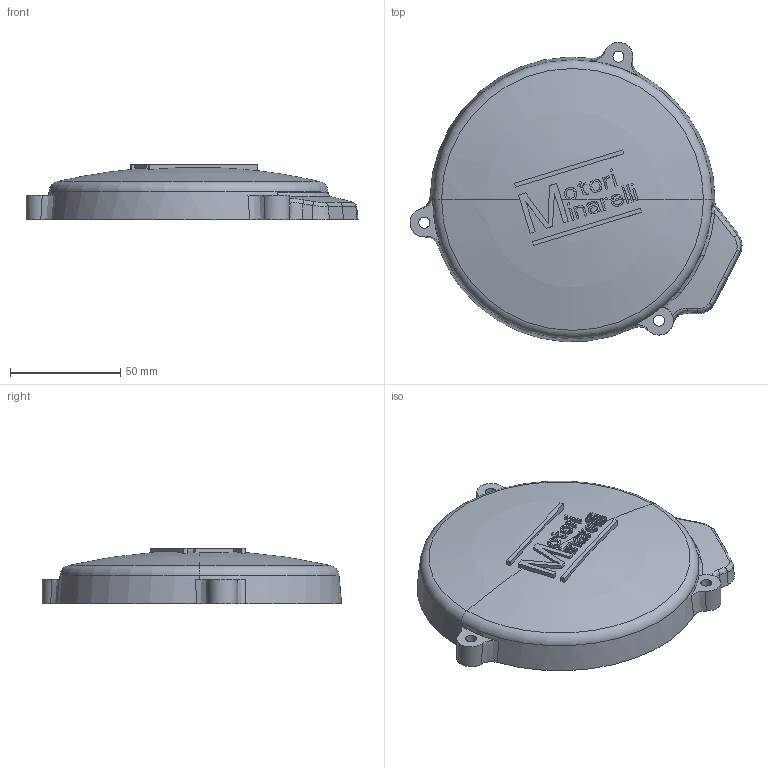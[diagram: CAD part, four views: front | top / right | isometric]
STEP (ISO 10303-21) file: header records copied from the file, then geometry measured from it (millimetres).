
FILE_DESCRIPTION((''),'2;1');
FILE_NAME('MINARELLI','2015-11-27T',('judelhomme'),(''),'PRO/ENGINEER BY PARAMETRIC TECHNOLOGY CORPORATION, 2008400','PRO/ENGINEER BY PARAMETRIC TECHNOLOGY CORPORATION, 2008400','');
FILE_SCHEMA(('CONFIG_CONTROL_DESIGN'));
Length unit declared in the file: millimetre
Products named in the file (1): MINARELLI
Bounding box: 150.32 x 135.52 x 25 mm (x, y, z)
Volume: 50742.2 mm3; surface area: 40786 mm2
Topology: 1 solids, 1 shells, 399 faces, 1180 edges, 796 vertices
Faces by surface type: plane 341, bspline 25, cone 10, cylinder 9, sphere 8, torus 6
Entity records: 15606 total; most frequent: CARTESIAN_POINT 4838, ORIENTED_EDGE 2352, DIRECTION 2189, EDGE_CURVE 1176, VERTEX_POINT 796, AXIS2_PLACEMENT_3D 773, VECTOR 643, LINE 643
